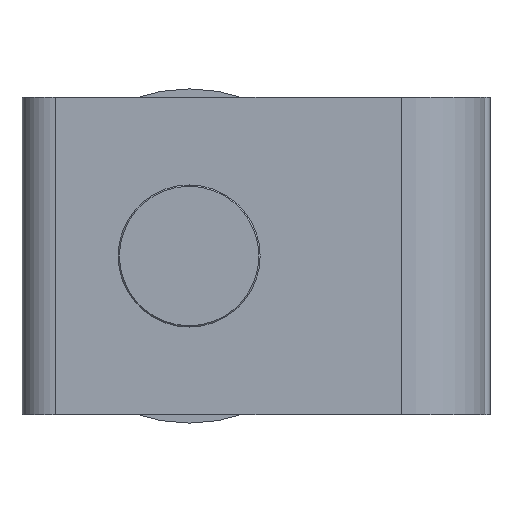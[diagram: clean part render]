
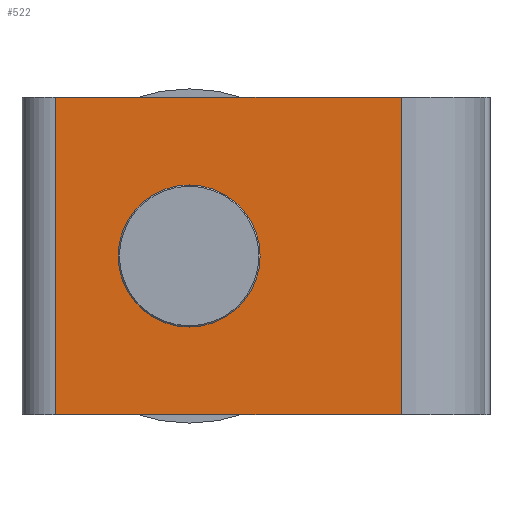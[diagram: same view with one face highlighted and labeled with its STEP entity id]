
A CAD part, front view. The second image highlights one B-rep face of the part: STEP entity #522.
In plain terms, the highlighted planar face has unit normal (0, -1, 0).
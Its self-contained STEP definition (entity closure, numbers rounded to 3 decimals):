
#13 = LINE ( 'NONE', #217, #2525 ) ;
#137 = DIRECTION ( 'NONE',  ( 1., 0., 0. ) ) ;
#164 = AXIS2_PLACEMENT_3D ( 'NONE', #193, #2154, #469 ) ;
#193 = CARTESIAN_POINT ( 'NONE',  ( 10., -21.2, 0. ) ) ;
#207 = CARTESIAN_POINT ( 'NONE',  ( 10., -21.2, 0. ) ) ;
#217 = CARTESIAN_POINT ( 'NONE',  ( 22.7, -21.2, -9.5 ) ) ;
#375 = VERTEX_POINT ( 'NONE', #1126 ) ;
#405 = PLANE ( 'NONE',  #672 ) ;
#414 = ORIENTED_EDGE ( 'NONE', *, *, #1395, .T. ) ;
#436 = CARTESIAN_POINT ( 'NONE',  ( 2., -21.2, -9.5 ) ) ;
#466 = VECTOR ( 'NONE', #3564, 1000. ) ;
#469 = DIRECTION ( 'NONE',  ( 0., 0., 1. ) ) ;
#479 = DIRECTION ( 'NONE',  ( 0., 0., 1. ) ) ;
#522 = ADVANCED_FACE ( 'NONE', ( #932, #3176 ), #405, .T. ) ;
#672 = AXIS2_PLACEMENT_3D ( 'NONE', #1530, #3505, #1814 ) ;
#703 = VERTEX_POINT ( 'NONE', #3075 ) ;
#805 = ORIENTED_EDGE ( 'NONE', *, *, #1583, .T. ) ;
#932 = FACE_BOUND ( 'NONE', #2121, .T. ) ;
#954 = ORIENTED_EDGE ( 'NONE', *, *, #2483, .T. ) ;
#1048 = LINE ( 'NONE', #3230, #2453 ) ;
#1126 = CARTESIAN_POINT ( 'NONE',  ( 22.7, -21.2, -9.5 ) ) ;
#1293 = VERTEX_POINT ( 'NONE', #2868 ) ;
#1395 = EDGE_CURVE ( 'NONE', #2968, #375, #1048, .T. ) ;
#1473 = CIRCLE ( 'NONE', #1834, 4.25 ) ;
#1530 = CARTESIAN_POINT ( 'NONE',  ( 22.7, -21.2, -9.5 ) ) ;
#1583 = EDGE_CURVE ( 'NONE', #2022, #1293, #2324, .T. ) ;
#1587 = VECTOR ( 'NONE', #3327, 1000. ) ;
#1595 = CARTESIAN_POINT ( 'NONE',  ( 2., -21.2, -9.5 ) ) ;
#1597 = ORIENTED_EDGE ( 'NONE', *, *, #3015, .F. ) ;
#1814 = DIRECTION ( 'NONE',  ( 0., 0., -1. ) ) ;
#1834 = AXIS2_PLACEMENT_3D ( 'NONE', #207, #2174, #479 ) ;
#1902 = DIRECTION ( 'NONE',  ( 0., 0., 1. ) ) ;
#2022 = VERTEX_POINT ( 'NONE', #3561 ) ;
#2031 = EDGE_CURVE ( 'NONE', #1293, #2022, #1473, .T. ) ;
#2097 = CARTESIAN_POINT ( 'NONE',  ( 22.7, -21.2, 9.5 ) ) ;
#2121 = EDGE_LOOP ( 'NONE', ( #2873, #805 ) ) ;
#2154 = DIRECTION ( 'NONE',  ( 0., 1., 0. ) ) ;
#2174 = DIRECTION ( 'NONE',  ( 0., 1., 0. ) ) ;
#2301 = ORIENTED_EDGE ( 'NONE', *, *, #3544, .F. ) ;
#2324 = CIRCLE ( 'NONE', #164, 4.25 ) ;
#2453 = VECTOR ( 'NONE', #137, 1000. ) ;
#2483 = EDGE_CURVE ( 'NONE', #375, #703, #13, .T. ) ;
#2525 = VECTOR ( 'NONE', #1902, 1000. ) ;
#2543 = CARTESIAN_POINT ( 'NONE',  ( 2., -21.2, 9.5 ) ) ;
#2638 = LINE ( 'NONE', #1595, #466 ) ;
#2666 = VERTEX_POINT ( 'NONE', #2543 ) ;
#2827 = EDGE_LOOP ( 'NONE', ( #954, #2301, #1597, #414 ) ) ;
#2868 = CARTESIAN_POINT ( 'NONE',  ( 10., -21.2, 4.25 ) ) ;
#2873 = ORIENTED_EDGE ( 'NONE', *, *, #2031, .T. ) ;
#2968 = VERTEX_POINT ( 'NONE', #436 ) ;
#3015 = EDGE_CURVE ( 'NONE', #2968, #2666, #2638, .T. ) ;
#3075 = CARTESIAN_POINT ( 'NONE',  ( 22.7, -21.2, 9.5 ) ) ;
#3084 = LINE ( 'NONE', #2097, #1587 ) ;
#3176 = FACE_OUTER_BOUND ( 'NONE', #2827, .T. ) ;
#3230 = CARTESIAN_POINT ( 'NONE',  ( 22.7, -21.2, -9.5 ) ) ;
#3327 = DIRECTION ( 'NONE',  ( 1., 0., 0. ) ) ;
#3505 = DIRECTION ( 'NONE',  ( 0., -1., 0. ) ) ;
#3544 = EDGE_CURVE ( 'NONE', #2666, #703, #3084, .T. ) ;
#3561 = CARTESIAN_POINT ( 'NONE',  ( 10., -21.2, -4.25 ) ) ;
#3564 = DIRECTION ( 'NONE',  ( 0., 0., 1. ) ) ;
